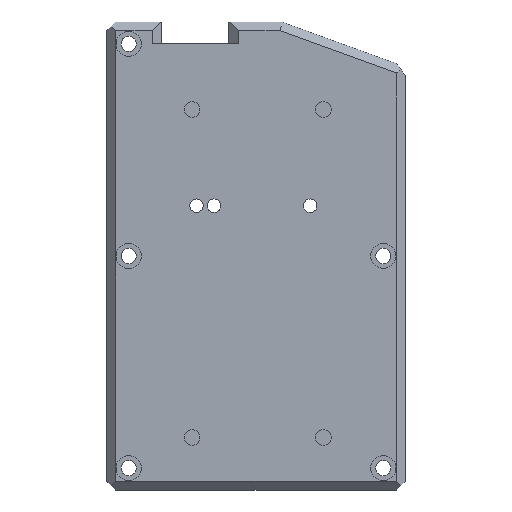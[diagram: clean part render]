
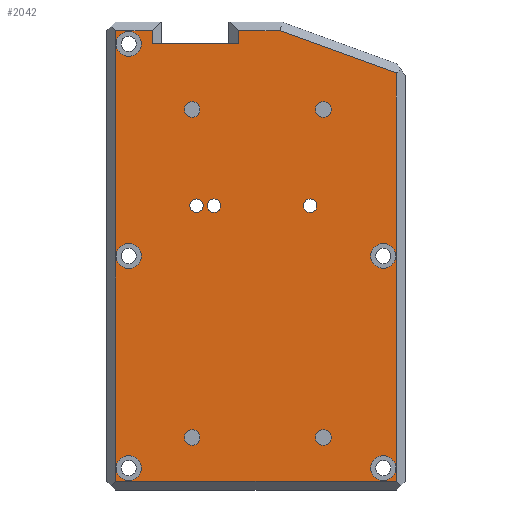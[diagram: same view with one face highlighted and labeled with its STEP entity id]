
A CAD part, top view. The second image highlights one B-rep face of the part: STEP entity #2042.
In plain terms, the highlighted planar face has unit normal (0, 0, 1).
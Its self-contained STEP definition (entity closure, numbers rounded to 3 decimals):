
#39=FACE_BOUND('',#363,.T.);
#40=FACE_BOUND('',#364,.T.);
#41=FACE_BOUND('',#365,.T.);
#42=FACE_BOUND('',#366,.T.);
#43=FACE_BOUND('',#367,.T.);
#44=FACE_BOUND('',#368,.T.);
#45=FACE_BOUND('',#369,.T.);
#46=FACE_BOUND('',#370,.T.);
#47=FACE_BOUND('',#371,.T.);
#48=FACE_BOUND('',#372,.T.);
#49=FACE_BOUND('',#373,.T.);
#50=FACE_BOUND('',#374,.T.);
#111=PLANE('',#2252);
#222=FACE_OUTER_BOUND('',#362,.T.);
#362=EDGE_LOOP('',(#1796,#1797,#1798,#1799,#1800,#1801,#1802,#1803,#1804));
#363=EDGE_LOOP('',(#1805));
#364=EDGE_LOOP('',(#1806));
#365=EDGE_LOOP('',(#1807));
#366=EDGE_LOOP('',(#1808));
#367=EDGE_LOOP('',(#1809));
#368=EDGE_LOOP('',(#1810));
#369=EDGE_LOOP('',(#1811));
#370=EDGE_LOOP('',(#1812));
#371=EDGE_LOOP('',(#1813));
#372=EDGE_LOOP('',(#1814));
#373=EDGE_LOOP('',(#1815));
#374=EDGE_LOOP('',(#1816));
#543=LINE('',#3349,#744);
#552=LINE('',#3366,#753);
#559=LINE('',#3379,#760);
#563=LINE('',#3387,#764);
#564=LINE('',#3389,#765);
#565=LINE('',#3391,#766);
#566=LINE('',#3393,#767);
#567=LINE('',#3395,#768);
#568=LINE('',#3396,#769);
#744=VECTOR('',#2763,10.);
#753=VECTOR('',#2778,10.);
#760=VECTOR('',#2789,10.);
#764=VECTOR('',#2795,10.);
#765=VECTOR('',#2796,10.);
#766=VECTOR('',#2797,10.);
#767=VECTOR('',#2798,10.);
#768=VECTOR('',#2799,10.);
#769=VECTOR('',#2800,10.);
#804=CIRCLE('',#2089,1.8);
#806=CIRCLE('',#2093,1.8);
#808=CIRCLE('',#2097,1.8);
#810=CIRCLE('',#2101,1.8);
#820=CIRCLE('',#2121,2.86);
#823=CIRCLE('',#2126,2.86);
#826=CIRCLE('',#2131,2.85);
#829=CIRCLE('',#2136,2.86);
#832=CIRCLE('',#2141,2.86);
#849=CIRCLE('',#2181,1.55);
#850=CIRCLE('',#2183,1.55);
#851=CIRCLE('',#2185,1.55);
#884=VERTEX_POINT('',#2890);
#886=VERTEX_POINT('',#2897);
#888=VERTEX_POINT('',#2904);
#890=VERTEX_POINT('',#2911);
#900=VERTEX_POINT('',#2946);
#903=VERTEX_POINT('',#2955);
#906=VERTEX_POINT('',#2964);
#909=VERTEX_POINT('',#2973);
#912=VERTEX_POINT('',#2982);
#951=VERTEX_POINT('',#3102);
#952=VERTEX_POINT('',#3106);
#953=VERTEX_POINT('',#3110);
#1037=VERTEX_POINT('',#3346);
#1038=VERTEX_POINT('',#3348);
#1043=VERTEX_POINT('',#3365);
#1047=VERTEX_POINT('',#3378);
#1050=VERTEX_POINT('',#3386);
#1051=VERTEX_POINT('',#3388);
#1052=VERTEX_POINT('',#3390);
#1053=VERTEX_POINT('',#3392);
#1054=VERTEX_POINT('',#3394);
#1073=EDGE_CURVE('',#884,#884,#804,.T.);
#1076=EDGE_CURVE('',#886,#886,#806,.T.);
#1079=EDGE_CURVE('',#888,#888,#808,.T.);
#1082=EDGE_CURVE('',#890,#890,#810,.T.);
#1097=EDGE_CURVE('',#900,#900,#820,.T.);
#1101=EDGE_CURVE('',#903,#903,#823,.T.);
#1105=EDGE_CURVE('',#906,#906,#826,.T.);
#1109=EDGE_CURVE('',#909,#909,#829,.T.);
#1113=EDGE_CURVE('',#912,#912,#832,.T.);
#1171=EDGE_CURVE('',#951,#951,#849,.T.);
#1173=EDGE_CURVE('',#952,#952,#850,.T.);
#1175=EDGE_CURVE('',#953,#953,#851,.T.);
#1292=EDGE_CURVE('',#1037,#1038,#543,.T.);
#1301=EDGE_CURVE('',#1038,#1043,#552,.T.);
#1308=EDGE_CURVE('',#1043,#1047,#559,.T.);
#1312=EDGE_CURVE('',#1050,#1037,#563,.T.);
#1313=EDGE_CURVE('',#1051,#1050,#564,.T.);
#1314=EDGE_CURVE('',#1052,#1051,#565,.T.);
#1315=EDGE_CURVE('',#1053,#1052,#566,.T.);
#1316=EDGE_CURVE('',#1053,#1054,#567,.T.);
#1317=EDGE_CURVE('',#1047,#1054,#568,.T.);
#1796=ORIENTED_EDGE('',*,*,#1292,.F.);
#1797=ORIENTED_EDGE('',*,*,#1312,.F.);
#1798=ORIENTED_EDGE('',*,*,#1313,.F.);
#1799=ORIENTED_EDGE('',*,*,#1314,.F.);
#1800=ORIENTED_EDGE('',*,*,#1315,.F.);
#1801=ORIENTED_EDGE('',*,*,#1316,.T.);
#1802=ORIENTED_EDGE('',*,*,#1317,.F.);
#1803=ORIENTED_EDGE('',*,*,#1308,.F.);
#1804=ORIENTED_EDGE('',*,*,#1301,.F.);
#1805=ORIENTED_EDGE('',*,*,#1073,.T.);
#1806=ORIENTED_EDGE('',*,*,#1076,.T.);
#1807=ORIENTED_EDGE('',*,*,#1079,.T.);
#1808=ORIENTED_EDGE('',*,*,#1082,.T.);
#1809=ORIENTED_EDGE('',*,*,#1097,.T.);
#1810=ORIENTED_EDGE('',*,*,#1101,.T.);
#1811=ORIENTED_EDGE('',*,*,#1105,.T.);
#1812=ORIENTED_EDGE('',*,*,#1109,.T.);
#1813=ORIENTED_EDGE('',*,*,#1113,.T.);
#1814=ORIENTED_EDGE('',*,*,#1171,.T.);
#1815=ORIENTED_EDGE('',*,*,#1173,.T.);
#1816=ORIENTED_EDGE('',*,*,#1175,.T.);
#2042=ADVANCED_FACE('',(#222,#39,#40,#41,#42,#43,#44,#45,#46,#47,#48,#49,
#50),#111,.T.);
#2089=AXIS2_PLACEMENT_3D('',#2891,#2301,#2302);
#2093=AXIS2_PLACEMENT_3D('',#2898,#2310,#2311);
#2097=AXIS2_PLACEMENT_3D('',#2905,#2319,#2320);
#2101=AXIS2_PLACEMENT_3D('',#2912,#2328,#2329);
#2121=AXIS2_PLACEMENT_3D('',#2947,#2373,#2374);
#2126=AXIS2_PLACEMENT_3D('',#2956,#2384,#2385);
#2131=AXIS2_PLACEMENT_3D('',#2965,#2395,#2396);
#2136=AXIS2_PLACEMENT_3D('',#2974,#2406,#2407);
#2141=AXIS2_PLACEMENT_3D('',#2983,#2417,#2418);
#2181=AXIS2_PLACEMENT_3D('',#3103,#2538,#2539);
#2183=AXIS2_PLACEMENT_3D('',#3107,#2543,#2544);
#2185=AXIS2_PLACEMENT_3D('',#3111,#2548,#2549);
#2252=AXIS2_PLACEMENT_3D('',#3385,#2793,#2794);
#2301=DIRECTION('center_axis',(0.,0.,-1.));
#2302=DIRECTION('ref_axis',(-1.,0.,0.));
#2310=DIRECTION('center_axis',(0.,0.,-1.));
#2311=DIRECTION('ref_axis',(-1.,0.,0.));
#2319=DIRECTION('center_axis',(0.,0.,-1.));
#2320=DIRECTION('ref_axis',(-1.,0.,0.));
#2328=DIRECTION('center_axis',(0.,0.,-1.));
#2329=DIRECTION('ref_axis',(-1.,0.,0.));
#2373=DIRECTION('center_axis',(0.,0.,-1.));
#2374=DIRECTION('ref_axis',(-1.,0.,0.));
#2384=DIRECTION('center_axis',(0.,0.,-1.));
#2385=DIRECTION('ref_axis',(-1.,0.,0.));
#2395=DIRECTION('center_axis',(0.,0.,-1.));
#2396=DIRECTION('ref_axis',(-1.,0.,0.));
#2406=DIRECTION('center_axis',(0.,0.,-1.));
#2407=DIRECTION('ref_axis',(-1.,0.,0.));
#2417=DIRECTION('center_axis',(0.,0.,-1.));
#2418=DIRECTION('ref_axis',(-1.,0.,0.));
#2538=DIRECTION('center_axis',(0.,0.,-1.));
#2539=DIRECTION('ref_axis',(-1.,0.,0.));
#2543=DIRECTION('center_axis',(0.,0.,-1.));
#2544=DIRECTION('ref_axis',(-1.,0.,0.));
#2548=DIRECTION('center_axis',(0.,0.,-1.));
#2549=DIRECTION('ref_axis',(-1.,0.,0.));
#2763=DIRECTION('',(-1.,0.,0.));
#2778=DIRECTION('',(0.,1.,0.));
#2789=DIRECTION('',(1.,0.,0.));
#2793=DIRECTION('center_axis',(0.,0.,1.));
#2794=DIRECTION('ref_axis',(1.,0.,0.));
#2795=DIRECTION('',(0.,-1.,0.));
#2796=DIRECTION('',(0.94,-0.342,0.));
#2797=DIRECTION('',(1.,0.,0.));
#2798=DIRECTION('',(0.,1.,0.));
#2799=DIRECTION('',(-1.,0.,0.));
#2800=DIRECTION('',(0.,-1.,0.));
#2890=CARTESIAN_POINT('',(11.8,-45.,35.));
#2891=CARTESIAN_POINT('Origin',(10.,-45.,35.));
#2897=CARTESIAN_POINT('',(11.8,30.,35.));
#2898=CARTESIAN_POINT('Origin',(10.,30.,35.));
#2904=CARTESIAN_POINT('',(-18.2,-45.,35.));
#2905=CARTESIAN_POINT('Origin',(-20.,-45.,35.));
#2911=CARTESIAN_POINT('',(-18.2,30.,35.));
#2912=CARTESIAN_POINT('Origin',(-20.,30.,35.));
#2946=CARTESIAN_POINT('',(-31.628,45.,35.));
#2947=CARTESIAN_POINT('Origin',(-34.488,45.,35.));
#2955=CARTESIAN_POINT('',(-31.628,-3.5,35.));
#2956=CARTESIAN_POINT('Origin',(-34.488,-3.5,35.));
#2964=CARTESIAN_POINT('',(26.553,-3.5,35.));
#2965=CARTESIAN_POINT('Origin',(23.703,-3.5,35.));
#2973=CARTESIAN_POINT('',(-31.628,-52.,35.));
#2974=CARTESIAN_POINT('Origin',(-34.488,-52.,35.));
#2982=CARTESIAN_POINT('',(26.563,-52.,35.));
#2983=CARTESIAN_POINT('Origin',(23.703,-52.,35.));
#3102=CARTESIAN_POINT('',(8.55,8.,35.));
#3103=CARTESIAN_POINT('Origin',(7.,8.,35.));
#3106=CARTESIAN_POINT('',(-13.45,8.,35.));
#3107=CARTESIAN_POINT('Origin',(-15.,8.,35.));
#3110=CARTESIAN_POINT('',(-17.45,8.,35.));
#3111=CARTESIAN_POINT('Origin',(-19.,8.,35.));
#3346=CARTESIAN_POINT('',(26.703,-55.,35.));
#3348=CARTESIAN_POINT('',(-37.488,-55.,35.));
#3349=CARTESIAN_POINT('',(-22.44,-55.,35.));
#3365=CARTESIAN_POINT('',(-37.488,48.,35.));
#3366=CARTESIAN_POINT('',(-37.488,23.25,35.));
#3378=CARTESIAN_POINT('',(-29.093,48.,35.));
#3379=CARTESIAN_POINT('',(-2.44,48.,35.));
#3385=CARTESIAN_POINT('Origin',(-5.393,-3.5,35.));
#3386=CARTESIAN_POINT('',(26.703,38.339,35.));
#3387=CARTESIAN_POINT('',(26.703,-30.25,35.));
#3388=CARTESIAN_POINT('',(0.159,48.,35.));
#3389=CARTESIAN_POINT('',(19.914,40.81,35.));
#3390=CARTESIAN_POINT('',(-9.401,48.,35.));
#3391=CARTESIAN_POINT('',(-2.44,48.,35.));
#3392=CARTESIAN_POINT('',(-9.401,45.,35.));
#3393=CARTESIAN_POINT('',(-9.401,23.25,35.));
#3394=CARTESIAN_POINT('',(-29.093,45.,35.));
#3395=CARTESIAN_POINT('',(-12.32,45.,35.));
#3396=CARTESIAN_POINT('',(-29.093,23.25,35.));
